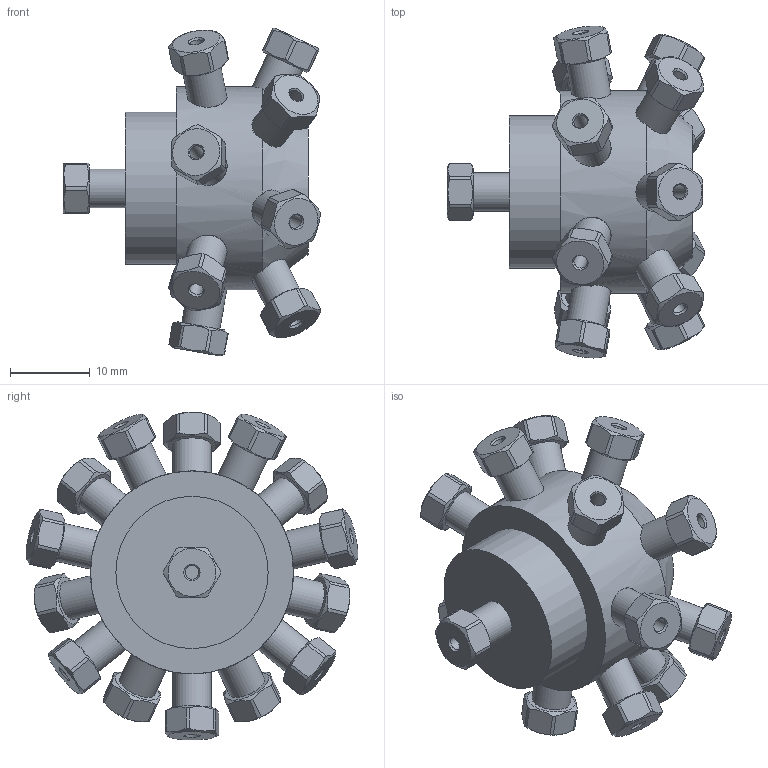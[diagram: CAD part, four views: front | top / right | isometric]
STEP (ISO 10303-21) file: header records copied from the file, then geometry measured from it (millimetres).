
FILE_DESCRIPTION((''),'2;1');
FILE_NAME('305219-Z14M1 Manifold 1-16.stp','2013-08-21T16:43:58',('Franzp'),(''),'Autodesk Inventor 2013','Autodesk Inventor 2013','');
FILE_SCHEMA(('AUTOMOTIVE_DESIGN { 1 0 10303 214 1 1 1 1 }'));
Length unit declared in the file: millimetre
Products named in the file (1): 305219_Shrinkwrap_1
Bounding box: 32.26 x 41.53 x 41.03 mm (x, y, z)
Surface area: 6480 mm2 (no closed solid volume)
Topology: 0 solids, 20 shells, 314 faces, 847 edges, 571 vertices
Faces by surface type: plane 135, cylinder 133, cone 46
Full cylindrical faces by diameter (mm): 1.727 x15, 4.826 x15, 4.9 x11, 19.05 x1, 25.4 x1
Entity records: 9777 total; most frequent: CARTESIAN_POINT 2402, DIRECTION 1458, ORIENTED_EDGE 1357, EDGE_CURVE 705, AXIS2_PLACEMENT_3D 639, VERTEX_POINT 518, EDGE_LOOP 454, CIRCLE 324
